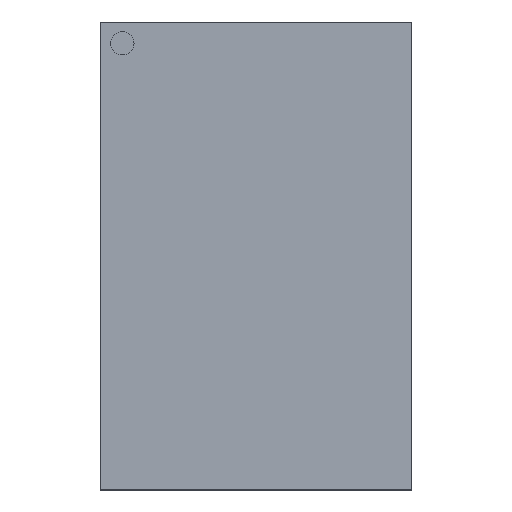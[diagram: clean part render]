
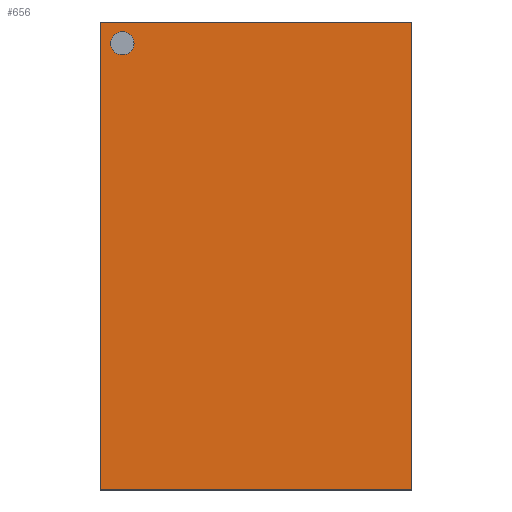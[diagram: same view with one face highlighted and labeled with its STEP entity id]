
A CAD part, top view. The second image highlights one B-rep face of the part: STEP entity #656.
In plain terms, the highlighted planar face has unit normal (0, 0, 1).
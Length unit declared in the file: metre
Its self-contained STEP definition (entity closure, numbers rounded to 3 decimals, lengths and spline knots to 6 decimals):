
#656 = ADVANCED_FACE( '', ( #1923, #1924 ), #1925, .T. );
#1060 = EDGE_CURVE( '', #2595, #2596, #2597, .T. );
#1334 = EDGE_CURVE( '', #2793, #2839, #3055, .T. );
#1354 = EDGE_CURVE( '', #2596, #2793, #3086, .T. );
#1464 = EDGE_CURVE( '', #2839, #2595, #3263, .T. );
#1842 = EDGE_CURVE( '', #3990, #3990, #3991, .T. );
#1923 = FACE_BOUND( '', #4099, .T. );
#1924 = FACE_OUTER_BOUND( '', #4100, .T. );
#1925 = PLANE( '', #4101 );
#2595 = VERTEX_POINT( '', #4907 );
#2596 = VERTEX_POINT( '', #4908 );
#2597 = LINE( '', #4909, #4910 );
#2793 = VERTEX_POINT( '', #5146 );
#2839 = VERTEX_POINT( '', #5205 );
#3055 = LINE( '', #5466, #5467 );
#3086 = LINE( '', #5506, #5507 );
#3263 = LINE( '', #5720, #5721 );
#3990 = VERTEX_POINT( '', #6570 );
#3991 = CIRCLE( '', #6571, 0.000449 );
#4099 = EDGE_LOOP( '', ( #6693 ) );
#4100 = EDGE_LOOP( '', ( #6694, #6695, #6696, #6697 ) );
#4101 = AXIS2_PLACEMENT_3D( '', #6698, #6699, #6700 );
#4907 = CARTESIAN_POINT( '', ( 0.006, 0.009003, 0.000902 ) );
#4908 = CARTESIAN_POINT( '', ( -0.006, 0.009003, 0.000902 ) );
#4909 = CARTESIAN_POINT( '', ( -0.006, 0.009003, 0.000902 ) );
#4910 = VECTOR( '', #7772, 1. );
#5146 = CARTESIAN_POINT( '', ( -0.006, -0.008997, 0.000902 ) );
#5205 = CARTESIAN_POINT( '', ( 0.006, -0.008997, 0.000902 ) );
#5466 = CARTESIAN_POINT( '', ( -0.006, -0.008997, 0.000902 ) );
#5467 = VECTOR( '', #8511, 1. );
#5506 = CARTESIAN_POINT( '', ( -0.006, 0.009003, 0.000902 ) );
#5507 = VECTOR( '', #8561, 1. );
#5720 = CARTESIAN_POINT( '', ( 0.006, 0.009003, 0.000902 ) );
#5721 = VECTOR( '', #8810, 1. );
#6570 = CARTESIAN_POINT( '', ( -0.00514, 0.007739, 0.000902 ) );
#6571 = AXIS2_PLACEMENT_3D( '', #9905, #9906, #9907 );
#6693 = ORIENTED_EDGE( '', *, *, #1842, .F. );
#6694 = ORIENTED_EDGE( '', *, *, #1354, .T. );
#6695 = ORIENTED_EDGE( '', *, *, #1334, .T. );
#6696 = ORIENTED_EDGE( '', *, *, #1464, .T. );
#6697 = ORIENTED_EDGE( '', *, *, #1060, .T. );
#6698 = CARTESIAN_POINT( '', ( 0., 0.000003, 0.000902 ) );
#6699 = DIRECTION( '', ( 0., 0., 1. ) );
#6700 = DIRECTION( '', ( 1., 0., 0. ) );
#7772 = DIRECTION( '', ( -1., 0., 0. ) );
#8511 = DIRECTION( '', ( 1., 0., 0. ) );
#8561 = DIRECTION( '', ( 0., -1., 0. ) );
#8810 = DIRECTION( '', ( 0., 1., 0. ) );
#9905 = CARTESIAN_POINT( '', ( -0.00514, 0.008188, 0.000902 ) );
#9906 = DIRECTION( '', ( 0., 0., 1. ) );
#9907 = DIRECTION( '', ( 0., -1., 0. ) );
